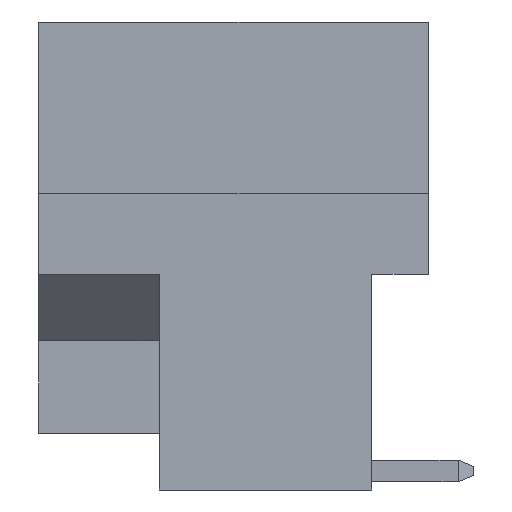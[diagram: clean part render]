
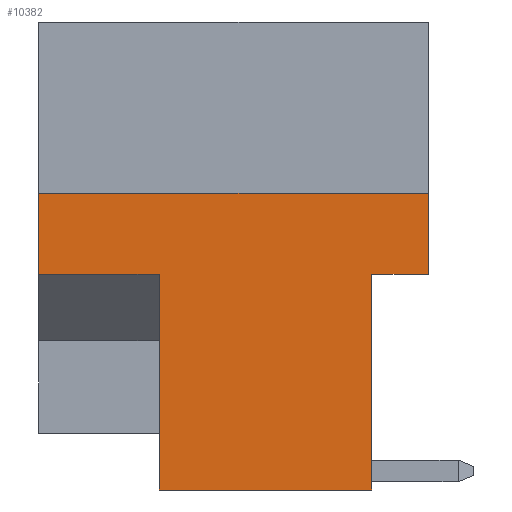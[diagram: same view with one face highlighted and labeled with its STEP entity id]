
A CAD part, left-side view. The second image highlights one B-rep face of the part: STEP entity #10382.
In plain terms, the highlighted planar face has unit normal (-1, 0, 0).
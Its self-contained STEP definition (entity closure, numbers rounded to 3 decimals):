
#116 = CARTESIAN_POINT ( 'NONE',  ( 0., 7.597, -13.2 ) ) ;
#500 = CARTESIAN_POINT ( 'NONE',  ( 0., 10.998, -7.112 ) ) ;
#1134 = EDGE_CURVE ( 'NONE', #8053, #1495, #13458, .T. ) ;
#1225 = CARTESIAN_POINT ( 'NONE',  ( 0., 7.597, -13.2 ) ) ;
#1444 = CARTESIAN_POINT ( 'NONE',  ( 0., 7.597, -7.112 ) ) ;
#1495 = VERTEX_POINT ( 'NONE', #5044 ) ;
#1538 = LINE ( 'NONE', #8700, #3234 ) ;
#2045 = ORIENTED_EDGE ( 'NONE', *, *, #1134, .F. ) ;
#2297 = LINE ( 'NONE', #8139, #8996 ) ;
#2549 = DIRECTION ( 'NONE',  ( 0., 0., -1. ) ) ;
#2676 = CARTESIAN_POINT ( 'NONE',  ( 0., 0., 0. ) ) ;
#2790 = CARTESIAN_POINT ( 'NONE',  ( 0., 0., -7.112 ) ) ;
#2810 = VECTOR ( 'NONE', #2549, 1000. ) ;
#3085 = EDGE_CURVE ( 'NONE', #8053, #11068, #12250, .T. ) ;
#3095 = ORIENTED_EDGE ( 'NONE', *, *, #12205, .F. ) ;
#3234 = VECTOR ( 'NONE', #5993, 1000. ) ;
#3251 = AXIS2_PLACEMENT_3D ( 'NONE', #4035, #7313, #12056 ) ;
#3567 = EDGE_CURVE ( 'NONE', #4250, #11068, #6181, .T. ) ;
#3614 = VERTEX_POINT ( 'NONE', #9091 ) ;
#3806 = EDGE_CURVE ( 'NONE', #1495, #3614, #9792, .T. ) ;
#4035 = CARTESIAN_POINT ( 'NONE',  ( 0., 10.998, 0. ) ) ;
#4230 = VERTEX_POINT ( 'NONE', #116 ) ;
#4250 = VERTEX_POINT ( 'NONE', #13867 ) ;
#4445 = ORIENTED_EDGE ( 'NONE', *, *, #11191, .T. ) ;
#4562 = VERTEX_POINT ( 'NONE', #6386 ) ;
#4768 = CARTESIAN_POINT ( 'NONE',  ( 0., 10.998, -4.826 ) ) ;
#4964 = CARTESIAN_POINT ( 'NONE',  ( 0., 1.6, 86.902 ) ) ;
#5044 = CARTESIAN_POINT ( 'NONE',  ( 0., 1.6, -7.112 ) ) ;
#5212 = DIRECTION ( 'NONE',  ( 0., 1., 0. ) ) ;
#5993 = DIRECTION ( 'NONE',  ( 0., 0., 1. ) ) ;
#6181 = LINE ( 'NONE', #4768, #10812 ) ;
#6256 = ORIENTED_EDGE ( 'NONE', *, *, #10701, .F. ) ;
#6386 = CARTESIAN_POINT ( 'NONE',  ( 0., 7.597, -7.112 ) ) ;
#6988 = LINE ( 'NONE', #1225, #11718 ) ;
#7048 = DIRECTION ( 'NONE',  ( 0., -1., 0. ) ) ;
#7257 = DIRECTION ( 'NONE',  ( 0., -1., 0. ) ) ;
#7313 = DIRECTION ( 'NONE',  ( 1., 0., 0. ) ) ;
#7451 = FACE_OUTER_BOUND ( 'NONE', #9566, .T. ) ;
#7922 = EDGE_CURVE ( 'NONE', #9712, #4250, #1538, .T. ) ;
#8053 = VERTEX_POINT ( 'NONE', #11347 ) ;
#8139 = CARTESIAN_POINT ( 'NONE',  ( 0., 10.998, -13.2 ) ) ;
#8700 = CARTESIAN_POINT ( 'NONE',  ( 0., 10.998, 0. ) ) ;
#8996 = VECTOR ( 'NONE', #7048, 1000. ) ;
#9091 = CARTESIAN_POINT ( 'NONE',  ( 0., 1.6, -13.2 ) ) ;
#9566 = EDGE_LOOP ( 'NONE', ( #10022, #2045, #11262, #15016, #10117, #3095, #6256, #4445 ) ) ;
#9712 = VERTEX_POINT ( 'NONE', #500 ) ;
#9792 = LINE ( 'NONE', #4964, #2810 ) ;
#9867 = VECTOR ( 'NONE', #5212, 1000. ) ;
#10002 = VECTOR ( 'NONE', #10863, 1000. ) ;
#10022 = ORIENTED_EDGE ( 'NONE', *, *, #3806, .F. ) ;
#10117 = ORIENTED_EDGE ( 'NONE', *, *, #7922, .F. ) ;
#10382 = ADVANCED_FACE ( 'NONE', ( #7451 ), #13308, .F. ) ;
#10701 = EDGE_CURVE ( 'NONE', #4230, #4562, #6988, .T. ) ;
#10812 = VECTOR ( 'NONE', #7257, 1000. ) ;
#10863 = DIRECTION ( 'NONE',  ( 0., 0., 1. ) ) ;
#11068 = VERTEX_POINT ( 'NONE', #15008 ) ;
#11191 = EDGE_CURVE ( 'NONE', #4230, #3614, #2297, .T. ) ;
#11262 = ORIENTED_EDGE ( 'NONE', *, *, #3085, .T. ) ;
#11347 = CARTESIAN_POINT ( 'NONE',  ( 0., 0., -7.112 ) ) ;
#11718 = VECTOR ( 'NONE', #11734, 1000. ) ;
#11734 = DIRECTION ( 'NONE',  ( 0., 0., 1. ) ) ;
#11952 = DIRECTION ( 'NONE',  ( 0., 1., 0. ) ) ;
#12056 = DIRECTION ( 'NONE',  ( 0., 0., -1. ) ) ;
#12205 = EDGE_CURVE ( 'NONE', #4562, #9712, #15399, .T. ) ;
#12250 = LINE ( 'NONE', #2676, #10002 ) ;
#12450 = VECTOR ( 'NONE', #11952, 1000. ) ;
#13308 = PLANE ( 'NONE',  #3251 ) ;
#13458 = LINE ( 'NONE', #2790, #9867 ) ;
#13867 = CARTESIAN_POINT ( 'NONE',  ( 0., 10.998, -4.826 ) ) ;
#15008 = CARTESIAN_POINT ( 'NONE',  ( 0., 0., -4.826 ) ) ;
#15016 = ORIENTED_EDGE ( 'NONE', *, *, #3567, .F. ) ;
#15399 = LINE ( 'NONE', #1444, #12450 ) ;
